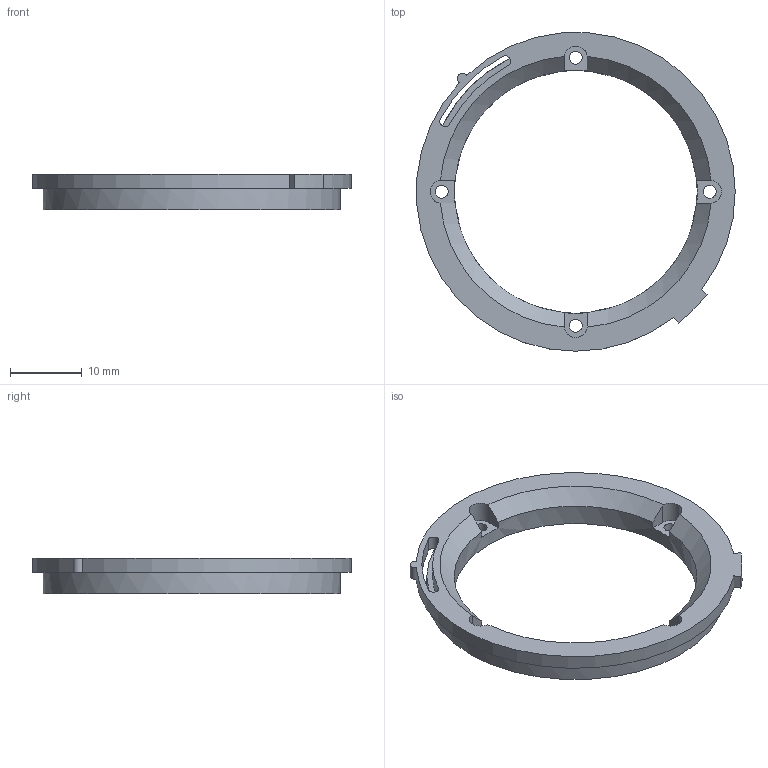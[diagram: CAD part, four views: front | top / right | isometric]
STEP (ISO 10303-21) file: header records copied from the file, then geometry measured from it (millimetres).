
FILE_DESCRIPTION(('HOOPS Exchange Step'),'2;1');
FILE_NAME('temp_export','2023-06-26T20:16:09+20:00',('gmoua'),('Shapr3D Limited'),'HOOPS Exchange 2022.2','Shapr3D','Authorized');
FILE_SCHEMA( ('AUTOMOTIVE_DESIGN { 1 0 10303 214 1 1 1 1 }') );
Length unit declared in the file: millimetre
Products named in the file (1): PENF Shift Rotator
Bounding box: 44.53 x 44.53 x 5 mm (x, y, z)
Volume: 2300.8 mm3; surface area: 2544.1 mm2
Topology: 1 solids, 1 shells, 42 faces, 118 edges, 78 vertices
Faces by surface type: cylinder 20, plane 18, cone 4
Full cylindrical faces by diameter (mm): 1.8 x4, 34 x1, 41.6 x1
Entity records: 1446 total; most frequent: CARTESIAN_POINT 287, DIRECTION 244, ORIENTED_EDGE 236, EDGE_CURVE 118, AXIS2_PLACEMENT_3D 99, VERTEX_POINT 78, CIRCLE 56, EDGE_LOOP 54
